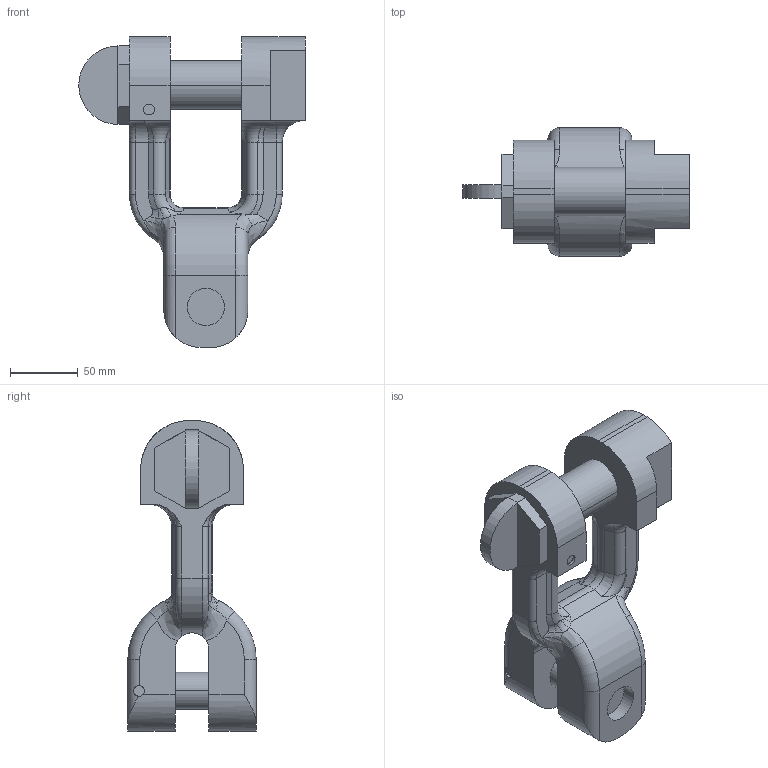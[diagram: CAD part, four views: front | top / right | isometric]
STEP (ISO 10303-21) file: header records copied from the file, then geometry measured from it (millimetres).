
FILE_DESCRIPTION((''),'2;1');
FILE_NAME('4VV-GSCH22','2005-01-19T',('jakubetz'),(''),'PRO/ENGINEER BY PARAMETRIC TECHNOLOGY CORPORATION, 2001400','PRO/ENGINEER BY PARAMETRIC TECHNOLOGY CORPORATION, 2001400','');
FILE_SCHEMA(('CONFIG_CONTROL_DESIGN'));
Length unit declared in the file: millimetre
Products named in the file (1): 4VV-GSCH22
Bounding box: 167.5 x 95 x 230 mm (x, y, z)
Surface area: 99003.6 mm2 (no closed solid volume)
Topology: 0 solids, 1 shells, 473 faces, 1265 edges, 810 vertices
Faces by surface type: plane 342, cylinder 66, bspline 31, torus 26, cone 8
Entity records: 15775 total; most frequent: CARTESIAN_POINT 4198, ORIENTED_EDGE 2522, DIRECTION 2180, EDGE_CURVE 1265, VECTOR 980, LINE 980, VERTEX_POINT 810, AXIS2_PLACEMENT_3D 600
